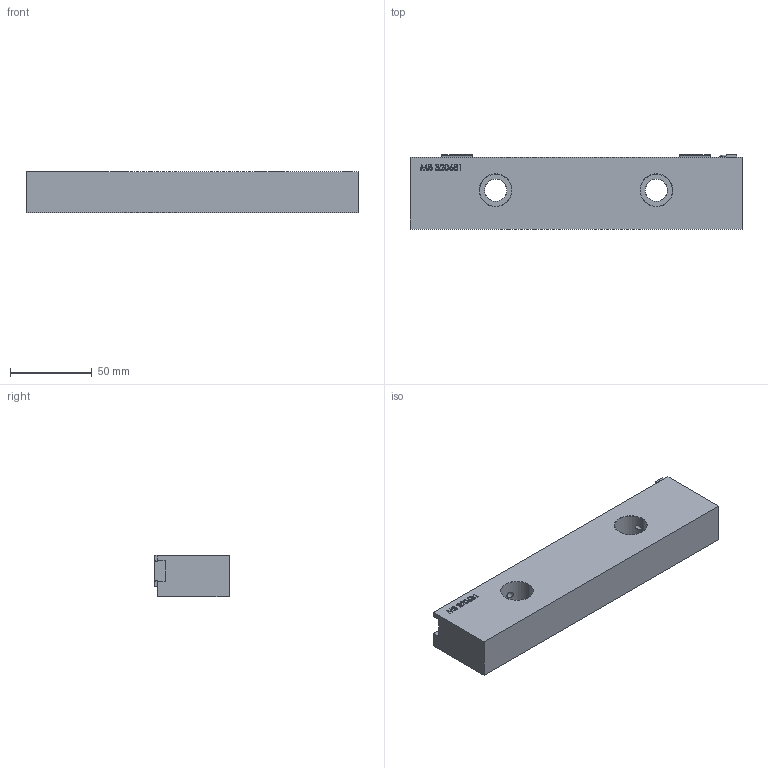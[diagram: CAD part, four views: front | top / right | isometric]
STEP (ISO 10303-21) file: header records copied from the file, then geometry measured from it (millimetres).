
FILE_DESCRIPTION (( 'STEP AP203' ), '1' );
FILE_NAME ('32068.STEP', '2021-02-11T17:08:42', ( '' ), ( '' ), 'SwSTEP 2.0', 'SolidWorks 2018', '' );
FILE_SCHEMA (( 'CONFIG_CONTROL_DESIGN' ));
Length unit declared in the file: inch
Products named in the file (7): 32068; 33050_33050; 33020_33020; M58MM LHCS_M58MM LHCS; 320681_320681_wo 320541 center tapped hole; 320501_320501; 320201_320201
Assembly tree (8 placements, depth 3):
  32068
    320681_320681_wo 320541 center tapped hole
    33050_33050  x2
      320501_320501
      M58MM LHCS_M58MM LHCS
    33020_33020
      320201_320201
      M58MM LHCS_M58MM LHCS
Bounding box: 203.2 x 45.47 x 25.41 mm (x, y, z)
Volume: 199872.6 mm3; surface area: 41727.7 mm2
Topology: 7 solids, 7 shells, 512 faces, 1277 edges, 786 vertices
Faces by surface type: cylinder 164, plane 161, cone 114, bspline 73
Entity records: 17037 total; most frequent: CARTESIAN_POINT 8125, ORIENTED_EDGE 1790, DIRECTION 1481, EDGE_CURVE 895, VERTEX_POINT 566, LINE 499, VECTOR 499, AXIS2_PLACEMENT_3D 491
